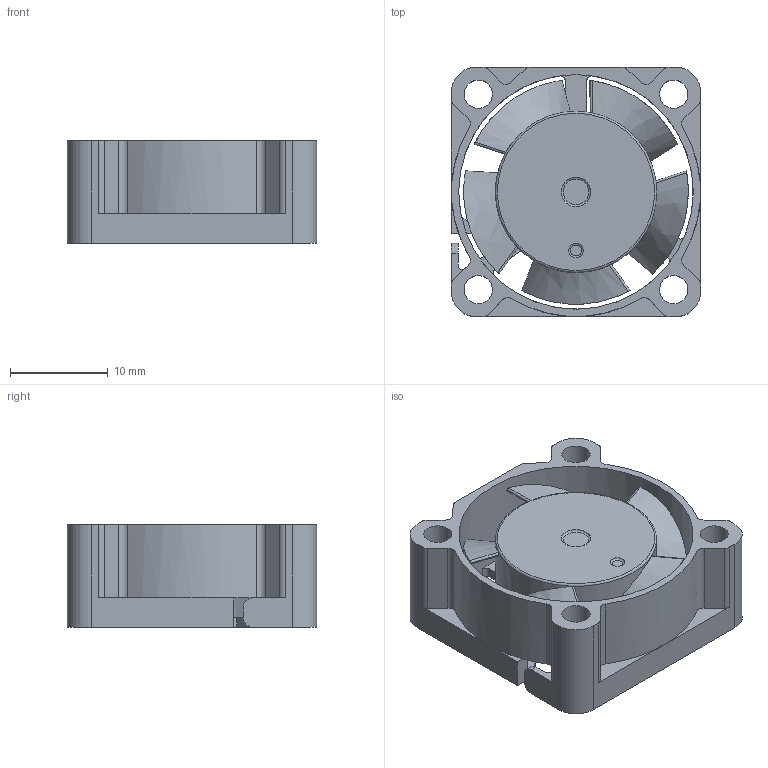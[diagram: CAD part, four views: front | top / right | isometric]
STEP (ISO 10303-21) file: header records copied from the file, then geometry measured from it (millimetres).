
FILE_DESCRIPTION(/* description */ (''),/* implementation_level */ '2;1');
FILE_NAME(/* name */ '25x25x10_fan.step',/* time_stamp */ '2020-04-11T21:17:38+02:00',/* author */ (''),/* organization */ (''),/* preprocessor_version */ 'ST-DEVELOPER v18',/* originating_system */ 'Autodesk Translation Framework v8.12.0.6',/* authorisation */ '');
FILE_SCHEMA (('AUTOMOTIVE_DESIGN { 1 0 10303 214 3 1 1 }'));
Length unit declared in the file: millimetre
Products named in the file (3): 25x25x10_fan; Body; Blades
Assembly tree (2 placements, depth 2):
  25x25x10_fan
    Body
    Blades
Bounding box: 25.5 x 25.5 x 10.5 mm (x, y, z)
Volume: 1915.1 mm3; surface area: 4642.8 mm2
Topology: 2 solids, 2 shells, 132 faces, 382 edges, 254 vertices
Faces by surface type: cylinder 53, plane 46, bspline 30, torus 3
Full cylindrical faces by diameter (mm): 2.9 x4, 15.5 x1, 16.5 x1, 24 x1
Entity records: 6346 total; most frequent: CARTESIAN_POINT 2869, ORIENTED_EDGE 764, DIRECTION 648, EDGE_CURVE 382, VERTEX_POINT 254, AXIS2_PLACEMENT_3D 241, LINE 166, VECTOR 166
